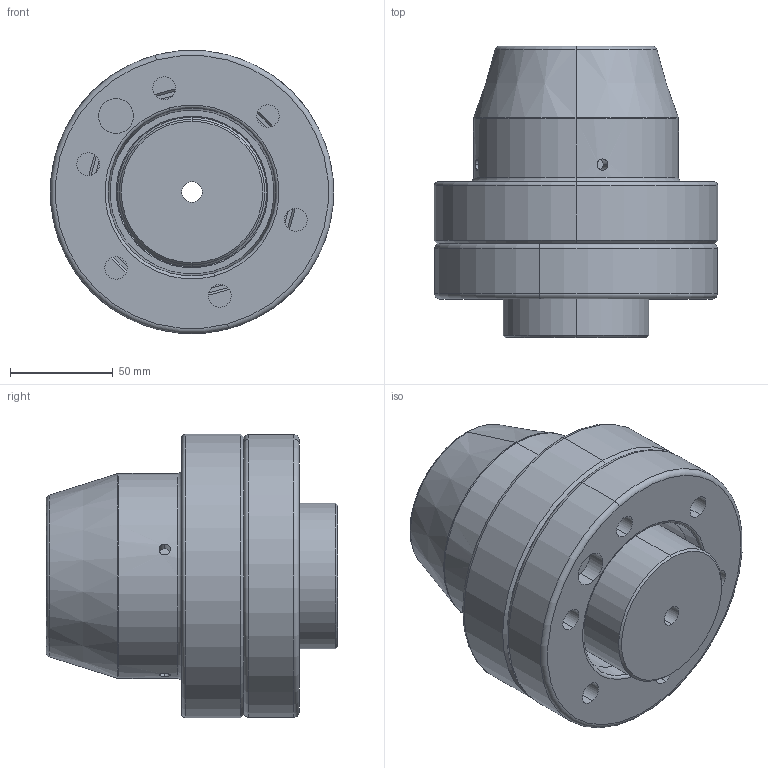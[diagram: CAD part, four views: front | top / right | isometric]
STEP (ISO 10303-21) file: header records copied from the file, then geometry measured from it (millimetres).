
FILE_DESCRIPTION (( 'STEP AP214' ), '1' );
FILE_NAME ('CPD-5CA5.STEP', '2020-04-27T08:40:52', ( 'COSH' ), ( '' ), 'SwSTEP 2.0', 'SolidWorks 2016', '' );
FILE_SCHEMA (( 'AUTOMOTIVE_DESIGN' ));
Length unit declared in the file: millimetre
Products named in the file (1): CPD-5CA5
Bounding box: 138.3 x 142 x 138.3 mm (x, y, z)
Volume: 1184921.3 mm3; surface area: 209161.4 mm2
Topology: 5 solids, 5 shells, 369 faces, 902 edges, 552 vertices
Faces by surface type: cylinder 194, cone 84, plane 53, torus 38
Entity records: 16127 total; most frequent: CARTESIAN_POINT 2992, DIRECTION 2056, ORIENTED_EDGE 1764, AXIS2_PLACEMENT_3D 888, EDGE_CURVE 882, VERTEX_POINT 552, CIRCLE 518, EDGE_LOOP 472
